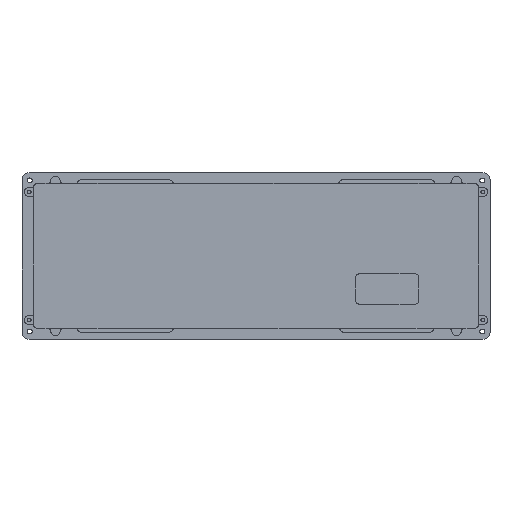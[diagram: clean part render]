
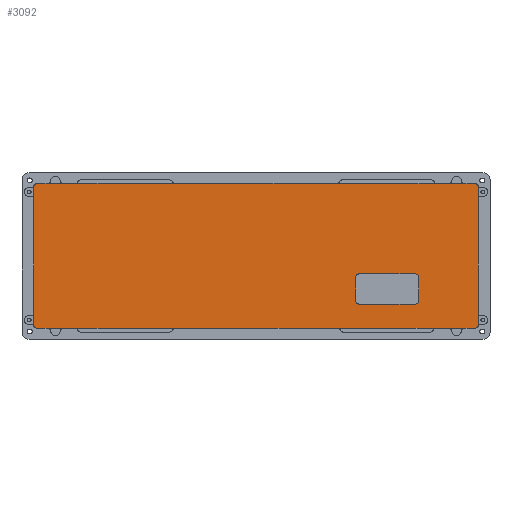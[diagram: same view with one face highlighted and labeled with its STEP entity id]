
A CAD part, top view. The second image highlights one B-rep face of the part: STEP entity #3092.
In plain terms, the highlighted planar face has unit normal (0, 0, 1).
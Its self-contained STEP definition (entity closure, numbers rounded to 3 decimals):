
#28=FACE_BOUND('',#487,.T.);
#166=PLANE('',#3375);
#290=FACE_OUTER_BOUND('',#486,.T.);
#486=EDGE_LOOP('',(#2457,#2458,#2459,#2460,#2461,#2462,#2463,#2464,#2465,
#2466,#2467,#2468));
#487=EDGE_LOOP('',(#2469,#2470,#2471,#2472,#2473,#2474,#2475,#2476));
#672=LINE('',#5466,#908);
#677=LINE('',#5477,#913);
#679=LINE('',#5484,#915);
#682=LINE('',#5492,#918);
#685=LINE('',#5499,#921);
#697=LINE('',#5705,#933);
#707=LINE('',#5732,#943);
#711=LINE('',#5769,#947);
#712=LINE('',#5772,#948);
#713=LINE('',#5774,#949);
#714=LINE('',#5778,#950);
#715=LINE('',#5781,#951);
#908=VECTOR('',#3877,10.);
#913=VECTOR('',#3888,10.);
#915=VECTOR('',#3896,10.);
#918=VECTOR('',#3905,10.);
#921=VECTOR('',#3914,10.);
#933=VECTOR('',#3980,10.);
#943=VECTOR('',#4010,10.);
#947=VECTOR('',#4046,10.);
#948=VECTOR('',#4049,10.);
#949=VECTOR('',#4050,10.);
#950=VECTOR('',#4053,10.);
#951=VECTOR('',#4056,10.);
#1109=CIRCLE('',#3313,2.);
#1110=CIRCLE('',#3316,2.);
#1111=CIRCLE('',#3319,2.);
#1112=CIRCLE('',#3322,2.);
#1148=CIRCLE('',#3376,2.);
#1149=CIRCLE('',#3377,2.);
#1150=CIRCLE('',#3378,2.);
#1151=CIRCLE('',#3379,2.);
#1335=VERTEX_POINT('',#5196);
#1348=VERTEX_POINT('',#5429);
#1352=VERTEX_POINT('',#5469);
#1353=VERTEX_POINT('',#5471);
#1354=VERTEX_POINT('',#5475);
#1355=VERTEX_POINT('',#5479);
#1356=VERTEX_POINT('',#5483);
#1357=VERTEX_POINT('',#5487);
#1358=VERTEX_POINT('',#5491);
#1359=VERTEX_POINT('',#5495);
#1394=VERTEX_POINT('',#5704);
#1401=VERTEX_POINT('',#5730);
#1416=VERTEX_POINT('',#5765);
#1417=VERTEX_POINT('',#5766);
#1418=VERTEX_POINT('',#5768);
#1419=VERTEX_POINT('',#5770);
#1420=VERTEX_POINT('',#5773);
#1421=VERTEX_POINT('',#5775);
#1422=VERTEX_POINT('',#5777);
#1423=VERTEX_POINT('',#5779);
#1714=EDGE_CURVE('',#1348,#1335,#672,.T.);
#1717=EDGE_CURVE('',#1352,#1353,#1109,.T.);
#1720=EDGE_CURVE('',#1354,#1353,#677,.F.);
#1721=EDGE_CURVE('',#1354,#1355,#1110,.T.);
#1723=EDGE_CURVE('',#1356,#1355,#679,.F.);
#1725=EDGE_CURVE('',#1356,#1357,#1111,.T.);
#1727=EDGE_CURVE('',#1358,#1357,#682,.F.);
#1729=EDGE_CURVE('',#1358,#1359,#1112,.T.);
#1731=EDGE_CURVE('',#1352,#1359,#685,.F.);
#1771=EDGE_CURVE('',#1335,#1394,#697,.T.);
#1785=EDGE_CURVE('',#1401,#1348,#707,.T.);
#1800=EDGE_CURVE('',#1416,#1417,#1148,.T.);
#1801=EDGE_CURVE('',#1418,#1417,#711,.F.);
#1802=EDGE_CURVE('',#1418,#1419,#1149,.T.);
#1803=EDGE_CURVE('',#1394,#1419,#712,.T.);
#1804=EDGE_CURVE('',#1420,#1401,#713,.T.);
#1805=EDGE_CURVE('',#1420,#1421,#1150,.T.);
#1806=EDGE_CURVE('',#1422,#1421,#714,.F.);
#1807=EDGE_CURVE('',#1422,#1423,#1151,.T.);
#1808=EDGE_CURVE('',#1416,#1423,#715,.T.);
#2457=ORIENTED_EDGE('',*,*,#1800,.T.);
#2458=ORIENTED_EDGE('',*,*,#1801,.F.);
#2459=ORIENTED_EDGE('',*,*,#1802,.T.);
#2460=ORIENTED_EDGE('',*,*,#1803,.F.);
#2461=ORIENTED_EDGE('',*,*,#1771,.F.);
#2462=ORIENTED_EDGE('',*,*,#1714,.F.);
#2463=ORIENTED_EDGE('',*,*,#1785,.F.);
#2464=ORIENTED_EDGE('',*,*,#1804,.F.);
#2465=ORIENTED_EDGE('',*,*,#1805,.T.);
#2466=ORIENTED_EDGE('',*,*,#1806,.F.);
#2467=ORIENTED_EDGE('',*,*,#1807,.T.);
#2468=ORIENTED_EDGE('',*,*,#1808,.F.);
#2469=ORIENTED_EDGE('',*,*,#1731,.T.);
#2470=ORIENTED_EDGE('',*,*,#1729,.F.);
#2471=ORIENTED_EDGE('',*,*,#1727,.T.);
#2472=ORIENTED_EDGE('',*,*,#1725,.F.);
#2473=ORIENTED_EDGE('',*,*,#1723,.T.);
#2474=ORIENTED_EDGE('',*,*,#1721,.F.);
#2475=ORIENTED_EDGE('',*,*,#1720,.T.);
#2476=ORIENTED_EDGE('',*,*,#1717,.F.);
#3092=ADVANCED_FACE('',(#290,#28),#166,.F.);
#3313=AXIS2_PLACEMENT_3D('',#5472,#3882,#3883);
#3316=AXIS2_PLACEMENT_3D('',#5480,#3891,#3892);
#3319=AXIS2_PLACEMENT_3D('',#5488,#3900,#3901);
#3322=AXIS2_PLACEMENT_3D('',#5496,#3909,#3910);
#3375=AXIS2_PLACEMENT_3D('',#5764,#4042,#4043);
#3376=AXIS2_PLACEMENT_3D('',#5767,#4044,#4045);
#3377=AXIS2_PLACEMENT_3D('',#5771,#4047,#4048);
#3378=AXIS2_PLACEMENT_3D('',#5776,#4051,#4052);
#3379=AXIS2_PLACEMENT_3D('',#5780,#4054,#4055);
#3877=DIRECTION('',(1.,0.,0.));
#3882=DIRECTION('center_axis',(0.,0.,1.));
#3883=DIRECTION('ref_axis',(-0.707,-0.707,0.));
#3888=DIRECTION('',(1.,0.,0.));
#3891=DIRECTION('center_axis',(0.,0.,1.));
#3892=DIRECTION('ref_axis',(0.707,-0.707,0.));
#3896=DIRECTION('',(0.,1.,0.));
#3900=DIRECTION('center_axis',(0.,0.,1.));
#3901=DIRECTION('ref_axis',(0.707,0.707,0.));
#3905=DIRECTION('',(-1.,0.,0.));
#3909=DIRECTION('center_axis',(0.,0.,1.));
#3910=DIRECTION('ref_axis',(-0.707,0.707,0.));
#3914=DIRECTION('',(0.,-1.,0.));
#3980=DIRECTION('',(0.,-1.,0.));
#4010=DIRECTION('',(0.,1.,0.));
#4042=DIRECTION('center_axis',(0.,0.,-1.));
#4043=DIRECTION('ref_axis',(-1.,0.,0.));
#4044=DIRECTION('center_axis',(0.,0.,1.));
#4045=DIRECTION('ref_axis',(0.707,-0.707,0.));
#4046=DIRECTION('',(0.,1.,0.));
#4047=DIRECTION('center_axis',(0.,0.,1.));
#4048=DIRECTION('ref_axis',(0.707,0.707,0.));
#4049=DIRECTION('',(1.,0.,0.));
#4050=DIRECTION('',(1.,0.,0.));
#4051=DIRECTION('center_axis',(0.,0.,1.));
#4052=DIRECTION('ref_axis',(-0.707,0.707,0.));
#4053=DIRECTION('',(0.,-1.,0.));
#4054=DIRECTION('center_axis',(0.,0.,1.));
#4055=DIRECTION('ref_axis',(-0.707,-0.707,0.));
#4056=DIRECTION('',(-1.,0.,0.));
#5196=CARTESIAN_POINT('',(217.448,3.823,-4.26));
#5429=CARTESIAN_POINT('',(209.018,3.823,-4.26));
#5466=CARTESIAN_POINT('',(209.018,3.823,-4.26));
#5469=CARTESIAN_POINT('',(176.594,-62.706,-4.26));
#5471=CARTESIAN_POINT('',(178.594,-64.706,-4.26));
#5472=CARTESIAN_POINT('Origin',(178.594,-62.706,-4.26));
#5475=CARTESIAN_POINT('',(209.55,-64.706,-4.26));
#5477=CARTESIAN_POINT('',(165.22,-64.706,-4.26));
#5479=CARTESIAN_POINT('',(211.55,-62.706,-4.26));
#5480=CARTESIAN_POINT('Origin',(209.55,-62.706,-4.26));
#5483=CARTESIAN_POINT('',(211.55,-50.006,-4.26));
#5484=CARTESIAN_POINT('',(211.55,-42.825,-4.26));
#5487=CARTESIAN_POINT('',(209.55,-48.006,-4.26));
#5488=CARTESIAN_POINT('Origin',(209.55,-50.006,-4.26));
#5491=CARTESIAN_POINT('',(178.594,-48.006,-4.26));
#5492=CARTESIAN_POINT('',(149.742,-48.006,-4.26));
#5495=CARTESIAN_POINT('',(176.594,-50.006,-4.26));
#5496=CARTESIAN_POINT('Origin',(178.594,-50.006,-4.26));
#5499=CARTESIAN_POINT('',(176.594,-49.175,-4.26));
#5704=CARTESIAN_POINT('',(217.448,2.,-4.26));
#5705=CARTESIAN_POINT('',(217.448,8.,-4.26));
#5730=CARTESIAN_POINT('',(209.018,2.,-4.26));
#5732=CARTESIAN_POINT('',(209.018,8.,-4.26));
#5764=CARTESIAN_POINT('Origin',(120.89,-35.643,-4.26));
#5765=CARTESIAN_POINT('',(242.388,-78.2,-4.26));
#5766=CARTESIAN_POINT('',(244.388,-76.2,-4.26));
#5767=CARTESIAN_POINT('Origin',(242.388,-76.2,-4.26));
#5768=CARTESIAN_POINT('',(244.388,0.,-4.26));
#5769=CARTESIAN_POINT('',(244.388,-13.821,-4.26));
#5770=CARTESIAN_POINT('',(242.388,2.,-4.26));
#5771=CARTESIAN_POINT('Origin',(242.388,0.,-4.26));
#5772=CARTESIAN_POINT('',(56.445,2.,-4.26));
#5773=CARTESIAN_POINT('',(0.5,2.,-4.26));
#5774=CARTESIAN_POINT('',(56.722,2.,-4.26));
#5775=CARTESIAN_POINT('',(-1.5,0.,-4.26));
#5776=CARTESIAN_POINT('Origin',(0.5,0.,
-4.26));
#5777=CARTESIAN_POINT('',(-1.5,-76.2,-4.26));
#5778=CARTESIAN_POINT('',(-1.5,-59.921,-4.26));
#5779=CARTESIAN_POINT('',(0.5,-78.2,-4.26));
#5780=CARTESIAN_POINT('Origin',(0.5,-76.2,-4.26));
#5781=CARTESIAN_POINT('',(186.166,-78.2,-4.26));
